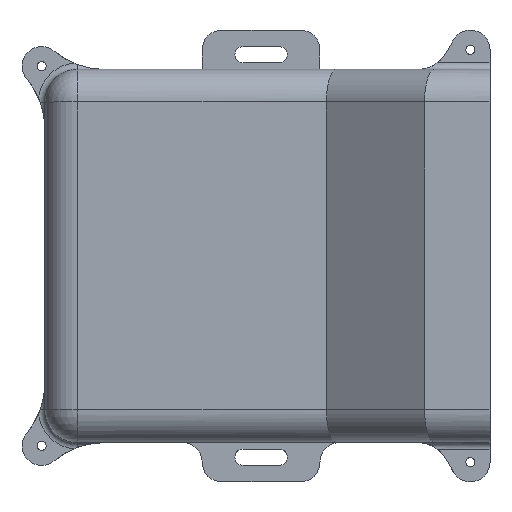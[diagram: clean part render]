
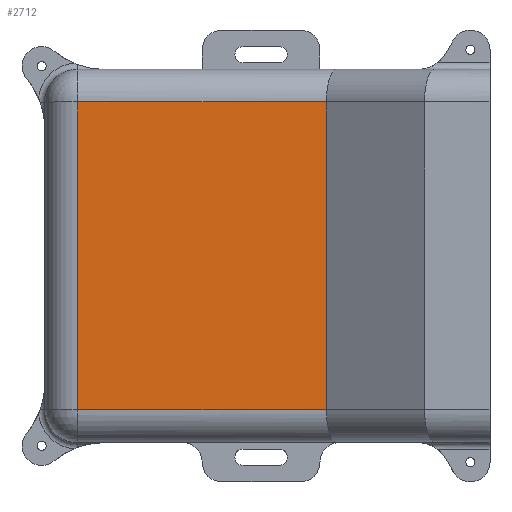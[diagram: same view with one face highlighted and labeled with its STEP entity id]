
A CAD part, top view. The second image highlights one B-rep face of the part: STEP entity #2712.
In plain terms, the highlighted planar face has unit normal (0, 0, 1).
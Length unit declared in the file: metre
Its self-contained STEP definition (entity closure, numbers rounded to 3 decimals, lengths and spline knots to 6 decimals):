
#581=ORIENTED_EDGE('',*,*,#1372,.F.);
#582=ORIENTED_EDGE('',*,*,#1373,.T.);
#583=ORIENTED_EDGE('',*,*,#1374,.T.);
#584=ORIENTED_EDGE('',*,*,#1375,.T.);
#1372=EDGE_CURVE('',#1750,#1751,#1976,.T.);
#1373=EDGE_CURVE('',#1750,#1752,#1977,.T.);
#1374=EDGE_CURVE('',#1752,#1753,#1978,.T.);
#1375=EDGE_CURVE('',#1753,#1751,#1979,.T.);
#1750=VERTEX_POINT('',#4385);
#1751=VERTEX_POINT('',#4386);
#1752=VERTEX_POINT('',#4388);
#1753=VERTEX_POINT('',#4390);
#1976=LINE('',#4384,#2181);
#1977=LINE('',#4387,#2182);
#1978=LINE('',#4389,#2183);
#1979=LINE('',#4391,#2184);
#2181=VECTOR('',#3473,1.);
#2182=VECTOR('',#3474,1.);
#2183=VECTOR('',#3475,1.);
#2184=VECTOR('',#3476,1.);
#2288=EDGE_LOOP('',(#581,#582,#583,#584));
#2473=FACE_BOUND('',#2288,.T.);
#2641=PLANE('',#2954);
#2712=ADVANCED_FACE('',(#2473),#2641,.F.);
#2954=AXIS2_PLACEMENT_3D('',#4383,#3471,#3472);
#3471=DIRECTION('',(0.,0.,-1.));
#3472=DIRECTION('',(-1.,0.,0.));
#3473=DIRECTION('',(0.,-1.,0.));
#3474=DIRECTION('',(-1.,0.,0.));
#3475=DIRECTION('',(0.,-1.,0.));
#3476=DIRECTION('',(1.,0.,0.));
#4383=CARTESIAN_POINT('',(0.0215,0.093674,0.0195));
#4384=CARTESIAN_POINT('',(0.043,0.093674,0.0195));
#4385=CARTESIAN_POINT('',(0.043,0.052,0.0195));
#4386=CARTESIAN_POINT('',(0.043,0.005,0.0195));
#4387=CARTESIAN_POINT('',(0.,0.052,0.0195));
#4388=CARTESIAN_POINT('',(0.005,0.052,0.0195));
#4389=CARTESIAN_POINT('',(0.005,0.,0.0195));
#4390=CARTESIAN_POINT('',(0.005,0.005,0.0195));
#4391=CARTESIAN_POINT('',(0.0215,0.005,0.0195));
